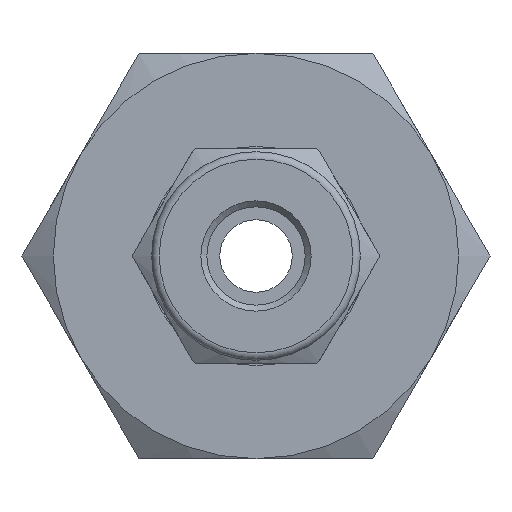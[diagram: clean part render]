
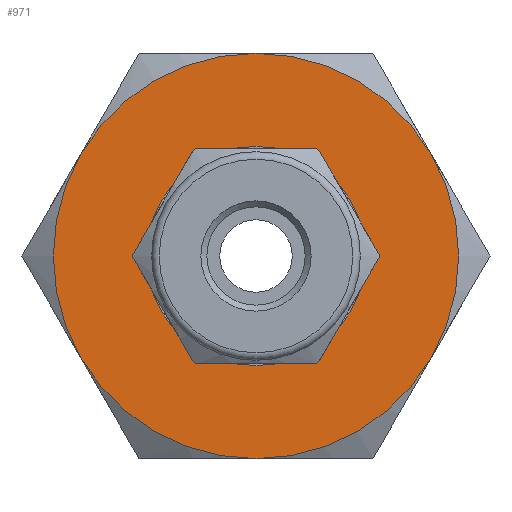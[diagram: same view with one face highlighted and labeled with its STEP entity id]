
A CAD part, left-side view. The second image highlights one B-rep face of the part: STEP entity #971.
In plain terms, the highlighted planar face has unit normal (-1, 0, 0).
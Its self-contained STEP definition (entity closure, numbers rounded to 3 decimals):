
#23=FACE_BOUND('',#242,.T.);
#66=CIRCLE('',#1062,5.9);
#86=CIRCLE('',#1099,13.5);
#87=CIRCLE('',#1100,13.5);
#88=CIRCLE('',#1101,13.5);
#89=CIRCLE('',#1102,13.5);
#90=CIRCLE('',#1103,13.5);
#91=CIRCLE('',#1104,13.5);
#170=FACE_OUTER_BOUND('',#241,.T.);
#241=EDGE_LOOP('',(#787,#788,#789,#790,#791,#792));
#242=EDGE_LOOP('',(#793));
#430=VERTEX_POINT('',#1591);
#447=VERTEX_POINT('',#1655);
#448=VERTEX_POINT('',#1656);
#449=VERTEX_POINT('',#1658);
#450=VERTEX_POINT('',#1660);
#451=VERTEX_POINT('',#1662);
#452=VERTEX_POINT('',#1664);
#534=EDGE_CURVE('',#430,#430,#66,.T.);
#564=EDGE_CURVE('',#447,#448,#86,.T.);
#565=EDGE_CURVE('',#449,#447,#87,.T.);
#566=EDGE_CURVE('',#450,#449,#88,.T.);
#567=EDGE_CURVE('',#451,#450,#89,.T.);
#568=EDGE_CURVE('',#452,#451,#90,.T.);
#569=EDGE_CURVE('',#448,#452,#91,.T.);
#787=ORIENTED_EDGE('',*,*,#564,.F.);
#788=ORIENTED_EDGE('',*,*,#565,.F.);
#789=ORIENTED_EDGE('',*,*,#566,.F.);
#790=ORIENTED_EDGE('',*,*,#567,.F.);
#791=ORIENTED_EDGE('',*,*,#568,.F.);
#792=ORIENTED_EDGE('',*,*,#569,.F.);
#793=ORIENTED_EDGE('',*,*,#534,.T.);
#926=PLANE('',#1098);
#971=ADVANCED_FACE('',(#170,#23),#926,.T.);
#1062=AXIS2_PLACEMENT_3D('',#1592,#1254,#1255);
#1098=AXIS2_PLACEMENT_3D('',#1654,#1336,#1337);
#1099=AXIS2_PLACEMENT_3D('',#1657,#1338,#1339);
#1100=AXIS2_PLACEMENT_3D('',#1659,#1340,#1341);
#1101=AXIS2_PLACEMENT_3D('',#1661,#1342,#1343);
#1102=AXIS2_PLACEMENT_3D('',#1663,#1344,#1345);
#1103=AXIS2_PLACEMENT_3D('',#1665,#1346,#1347);
#1104=AXIS2_PLACEMENT_3D('',#1666,#1348,#1349);
#1254=DIRECTION('center_axis',(1.,0.,0.));
#1255=DIRECTION('ref_axis',(0.,1.,0.));
#1336=DIRECTION('center_axis',(-1.,0.,0.));
#1337=DIRECTION('ref_axis',(0.,0.,1.));
#1338=DIRECTION('center_axis',(1.,0.,0.));
#1339=DIRECTION('ref_axis',(0.,0.,-1.));
#1340=DIRECTION('center_axis',(1.,0.,0.));
#1341=DIRECTION('ref_axis',(0.,0.,-1.));
#1342=DIRECTION('center_axis',(1.,0.,0.));
#1343=DIRECTION('ref_axis',(0.,0.,-1.));
#1344=DIRECTION('center_axis',(1.,0.,0.));
#1345=DIRECTION('ref_axis',(0.,0.,-1.));
#1346=DIRECTION('center_axis',(1.,0.,0.));
#1347=DIRECTION('ref_axis',(0.,0.,-1.));
#1348=DIRECTION('center_axis',(1.,0.,0.));
#1349=DIRECTION('ref_axis',(0.,0.,-1.));
#1591=CARTESIAN_POINT('',(17.844,-5.9,0.));
#1592=CARTESIAN_POINT('Origin',(17.844,0.,0.));
#1654=CARTESIAN_POINT('Origin',(17.844,13.5,0.));
#1655=CARTESIAN_POINT('',(17.844,11.691,-6.75));
#1656=CARTESIAN_POINT('',(17.844,11.691,6.75));
#1657=CARTESIAN_POINT('Origin',(17.844,0.,0.));
#1658=CARTESIAN_POINT('',(17.844,0.,-13.5));
#1659=CARTESIAN_POINT('Origin',(17.844,0.,0.));
#1660=CARTESIAN_POINT('',(17.844,-11.691,-6.75));
#1661=CARTESIAN_POINT('Origin',(17.844,0.,0.));
#1662=CARTESIAN_POINT('',(17.844,-11.691,6.75));
#1663=CARTESIAN_POINT('Origin',(17.844,0.,0.));
#1664=CARTESIAN_POINT('',(17.844,0.,13.5));
#1665=CARTESIAN_POINT('Origin',(17.844,0.,0.));
#1666=CARTESIAN_POINT('Origin',(17.844,0.,0.));
